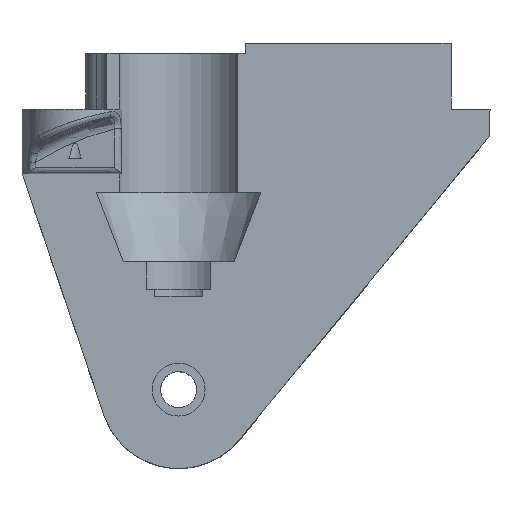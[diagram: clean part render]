
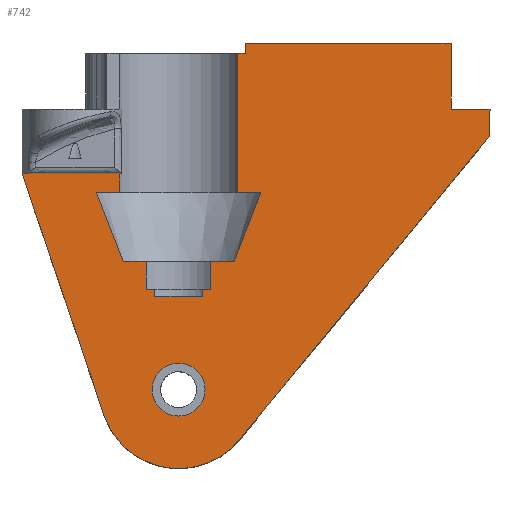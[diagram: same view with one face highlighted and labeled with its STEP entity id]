
A CAD part, top view. The second image highlights one B-rep face of the part: STEP entity #742.
In plain terms, the highlighted planar face has unit normal (0, 0, 1).
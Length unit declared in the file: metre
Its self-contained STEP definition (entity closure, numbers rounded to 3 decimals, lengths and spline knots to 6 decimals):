
#23=PLANE('',#805);
#43=CIRCLE('',#806,0.004788);
#44=CIRCLE('',#807,0.014288);
#93=B_SPLINE_CURVE_WITH_KNOTS('',3,(#1211,#1212,#1213,#1214),
 .UNSPECIFIED.,.F.,.F.,(4,4),(0.053718,0.067258),
 .UNSPECIFIED.);
#94=B_SPLINE_CURVE_WITH_KNOTS('',3,(#1234,#1235,#1236,#1237),
 .UNSPECIFIED.,.F.,.F.,(4,4),(0.000001,0.013447),
 .UNSPECIFIED.);
#129=ORIENTED_EDGE('',*,*,#353,.T.);
#130=ORIENTED_EDGE('',*,*,#354,.F.);
#131=ORIENTED_EDGE('',*,*,#355,.T.);
#132=ORIENTED_EDGE('',*,*,#356,.T.);
#133=ORIENTED_EDGE('',*,*,#357,.T.);
#134=ORIENTED_EDGE('',*,*,#336,.T.);
#135=ORIENTED_EDGE('',*,*,#358,.T.);
#136=ORIENTED_EDGE('',*,*,#359,.F.);
#137=ORIENTED_EDGE('',*,*,#360,.F.);
#138=ORIENTED_EDGE('',*,*,#361,.F.);
#139=ORIENTED_EDGE('',*,*,#362,.F.);
#140=ORIENTED_EDGE('',*,*,#363,.T.);
#141=ORIENTED_EDGE('',*,*,#364,.F.);
#142=ORIENTED_EDGE('',*,*,#365,.F.);
#143=ORIENTED_EDGE('',*,*,#366,.T.);
#144=ORIENTED_EDGE('',*,*,#367,.T.);
#145=ORIENTED_EDGE('',*,*,#368,.F.);
#146=ORIENTED_EDGE('',*,*,#369,.F.);
#147=ORIENTED_EDGE('',*,*,#370,.F.);
#148=ORIENTED_EDGE('',*,*,#371,.F.);
#149=ORIENTED_EDGE('',*,*,#372,.F.);
#150=ORIENTED_EDGE('',*,*,#373,.T.);
#151=ORIENTED_EDGE('',*,*,#374,.T.);
#152=ORIENTED_EDGE('',*,*,#375,.F.);
#153=ORIENTED_EDGE('',*,*,#376,.F.);
#154=ORIENTED_EDGE('',*,*,#377,.T.);
#336=EDGE_CURVE('',#448,#449,#524,.T.);
#353=EDGE_CURVE('',#465,#465,#43,.T.);
#354=EDGE_CURVE('',#452,#466,#530,.T.);
#355=EDGE_CURVE('',#452,#467,#531,.T.);
#356=EDGE_CURVE('',#467,#468,#44,.T.);
#357=EDGE_CURVE('',#468,#448,#532,.T.);
#358=EDGE_CURVE('',#449,#469,#533,.T.);
#359=EDGE_CURVE('',#470,#469,#534,.F.);
#360=EDGE_CURVE('',#471,#470,#535,.T.);
#361=EDGE_CURVE('',#472,#471,#536,.T.);
#362=EDGE_CURVE('',#473,#472,#537,.T.);
#363=EDGE_CURVE('',#473,#474,#538,.F.);
#364=EDGE_CURVE('',#475,#474,#539,.T.);
#365=EDGE_CURVE('',#476,#475,#93,.T.);
#366=EDGE_CURVE('',#476,#477,#540,.T.);
#367=EDGE_CURVE('',#477,#478,#541,.T.);
#368=EDGE_CURVE('',#479,#478,#542,.T.);
#369=EDGE_CURVE('',#480,#479,#543,.T.);
#370=EDGE_CURVE('',#481,#480,#544,.T.);
#371=EDGE_CURVE('',#482,#481,#545,.F.);
#372=EDGE_CURVE('',#483,#482,#546,.T.);
#373=EDGE_CURVE('',#483,#484,#547,.F.);
#374=EDGE_CURVE('',#484,#485,#548,.T.);
#375=EDGE_CURVE('',#486,#485,#94,.T.);
#376=EDGE_CURVE('',#487,#486,#549,.T.);
#377=EDGE_CURVE('',#487,#466,#550,.T.);
#448=VERTEX_POINT('',#1102);
#449=VERTEX_POINT('',#1103);
#452=VERTEX_POINT('',#1119);
#465=VERTEX_POINT('',#1189);
#466=VERTEX_POINT('',#1191);
#467=VERTEX_POINT('',#1193);
#468=VERTEX_POINT('',#1195);
#469=VERTEX_POINT('',#1198);
#470=VERTEX_POINT('',#1200);
#471=VERTEX_POINT('',#1202);
#472=VERTEX_POINT('',#1204);
#473=VERTEX_POINT('',#1206);
#474=VERTEX_POINT('',#1208);
#475=VERTEX_POINT('',#1210);
#476=VERTEX_POINT('',#1215);
#477=VERTEX_POINT('',#1217);
#478=VERTEX_POINT('',#1219);
#479=VERTEX_POINT('',#1221);
#480=VERTEX_POINT('',#1223);
#481=VERTEX_POINT('',#1225);
#482=VERTEX_POINT('',#1227);
#483=VERTEX_POINT('',#1229);
#484=VERTEX_POINT('',#1231);
#485=VERTEX_POINT('',#1233);
#486=VERTEX_POINT('',#1238);
#487=VERTEX_POINT('',#1240);
#524=LINE('',#1101,#565);
#530=LINE('',#1190,#571);
#531=LINE('',#1192,#572);
#532=LINE('',#1196,#573);
#533=LINE('',#1197,#574);
#534=LINE('',#1199,#575);
#535=LINE('',#1201,#576);
#536=LINE('',#1203,#577);
#537=LINE('',#1205,#578);
#538=LINE('',#1207,#579);
#539=LINE('',#1209,#580);
#540=LINE('',#1216,#581);
#541=LINE('',#1218,#582);
#542=LINE('',#1220,#583);
#543=LINE('',#1222,#584);
#544=LINE('',#1224,#585);
#545=LINE('',#1226,#586);
#546=LINE('',#1228,#587);
#547=LINE('',#1230,#588);
#548=LINE('',#1232,#589);
#549=LINE('',#1239,#590);
#550=LINE('',#1241,#591);
#565=VECTOR('',#888,1.);
#571=VECTOR('',#910,1.);
#572=VECTOR('',#911,1.);
#573=VECTOR('',#914,1.);
#574=VECTOR('',#915,1.);
#575=VECTOR('',#916,1.);
#576=VECTOR('',#917,1.);
#577=VECTOR('',#918,1.);
#578=VECTOR('',#919,1.);
#579=VECTOR('',#920,1.);
#580=VECTOR('',#921,1.);
#581=VECTOR('',#922,1.);
#582=VECTOR('',#923,1.);
#583=VECTOR('',#924,1.);
#584=VECTOR('',#925,1.);
#585=VECTOR('',#926,1.);
#586=VECTOR('',#927,1.);
#587=VECTOR('',#928,1.);
#588=VECTOR('',#929,1.);
#589=VECTOR('',#930,1.);
#590=VECTOR('',#931,1.);
#591=VECTOR('',#932,1.);
#611=EDGE_LOOP('',(#129));
#612=EDGE_LOOP('',(#130,#131,#132,#133,#134,#135,#136,#137,#138,#139,#140,
#141,#142,#143,#144,#145,#146,#147,#148,#149,#150,#151,#152,#153,#154));
#667=FACE_BOUND('',#611,.T.);
#668=FACE_BOUND('',#612,.T.);
#742=ADVANCED_FACE('',(#667,#668),#23,.T.);
#805=AXIS2_PLACEMENT_3D('',#1187,#906,#907);
#806=AXIS2_PLACEMENT_3D('',#1188,#908,#909);
#807=AXIS2_PLACEMENT_3D('',#1194,#912,#913);
#888=DIRECTION('',(0.,1.,0.));
#906=DIRECTION('',(0.,0.,1.));
#907=DIRECTION('',(1.,0.,0.));
#908=DIRECTION('',(0.,0.,-1.));
#909=DIRECTION('',(-1.,0.,0.));
#910=DIRECTION('',(1.,0.,0.));
#911=DIRECTION('',(0.322,-0.947,0.));
#912=DIRECTION('',(0.,0.,1.));
#913=DIRECTION('',(1.,0.,0.));
#914=DIRECTION('',(0.636,0.772,0.));
#915=DIRECTION('',(-1.,0.,0.));
#916=DIRECTION('',(0.,1.,0.));
#917=DIRECTION('',(1.,0.,0.));
#918=DIRECTION('',(0.,1.,0.));
#919=DIRECTION('',(1.,0.,0.));
#920=DIRECTION('',(0.,1.,0.));
#921=DIRECTION('',(-1.,0.,0.));
#922=DIRECTION('',(-1.,0.,0.));
#923=DIRECTION('',(0.,-1.,0.));
#924=DIRECTION('',(1.,0.,0.));
#925=DIRECTION('',(0.,1.,0.));
#926=DIRECTION('',(1.,0.,0.));
#927=DIRECTION('',(0.,1.,0.));
#928=DIRECTION('',(1.,0.,0.));
#929=DIRECTION('',(0.,-1.,0.));
#930=DIRECTION('',(-1.,0.,0.));
#931=DIRECTION('',(-1.,0.,0.));
#932=DIRECTION('',(0.,1.,0.));
#1101=CARTESIAN_POINT('',(0.042376,0.,-0.018789));
#1102=CARTESIAN_POINT('',(0.042376,0.096771,-0.018789));
#1103=CARTESIAN_POINT('',(0.042376,0.1016,-0.018789));
#1119=CARTESIAN_POINT('',(-0.042376,0.089888,-0.018789));
#1187=CARTESIAN_POINT('',(-0.00063,-0.06541,-0.018789));
#1188=CARTESIAN_POINT('',(-0.014008,0.0508,-0.018789));
#1189=CARTESIAN_POINT('',(-0.018796,0.0508,-0.018789));
#1190=CARTESIAN_POINT('',(-0.033532,0.089888,-0.018789));
#1191=CARTESIAN_POINT('',(-0.024687,0.089888,-0.018789));
#1192=CARTESIAN_POINT('',(-0.051852,0.117781,-0.018789));
#1193=CARTESIAN_POINT('',(-0.027536,0.046204,-0.018789));
#1194=CARTESIAN_POINT('',(-0.014008,0.0508,-0.018789));
#1195=CARTESIAN_POINT('',(-0.002981,0.041715,-0.018789));
#1196=CARTESIAN_POINT('',(0.059686,0.117781,-0.018789));
#1197=CARTESIAN_POINT('',(0.,0.1016,-0.018789));
#1198=CARTESIAN_POINT('',(0.035318,0.1016,-0.018789));
#1199=CARTESIAN_POINT('',(0.035318,0.101598,-0.018789));
#1200=CARTESIAN_POINT('',(0.035318,0.113506,-0.018789));
#1201=CARTESIAN_POINT('',(-0.00063,0.113506,-0.018789));
#1202=CARTESIAN_POINT('',(-0.00192,0.113506,-0.018789));
#1203=CARTESIAN_POINT('',(-0.00192,0.101598,-0.018789));
#1204=CARTESIAN_POINT('',(-0.00192,0.111693,-0.018789));
#1205=CARTESIAN_POINT('',(-0.014008,0.111693,-0.018789));
#1206=CARTESIAN_POINT('',(-0.003329,0.111693,-0.018789));
#1207=CARTESIAN_POINT('',(-0.003329,0.101598,-0.018789));
#1208=CARTESIAN_POINT('',(-0.003329,0.086513,-0.018789));
#1209=CARTESIAN_POINT('',(-0.00063,0.086513,-0.018789));
#1210=CARTESIAN_POINT('',(0.000893,0.086513,-0.018789));
#1211=CARTESIAN_POINT('',(-0.003974,0.073977,-0.018789));
#1212=CARTESIAN_POINT('',(-0.002295,0.078134,-0.018789));
#1213=CARTESIAN_POINT('',(-0.000691,0.08232,-0.018789));
#1214=CARTESIAN_POINT('',(0.000893,0.086513,-0.018789));
#1215=CARTESIAN_POINT('',(-0.003974,0.073977,-0.018789));
#1216=CARTESIAN_POINT('',(-0.00063,0.073977,-0.018789));
#1217=CARTESIAN_POINT('',(-0.008174,0.073978,-0.018789));
#1218=CARTESIAN_POINT('',(-0.008174,0.073978,-0.018789));
#1219=CARTESIAN_POINT('',(-0.008174,0.068978,-0.018789));
#1220=CARTESIAN_POINT('',(-0.00063,0.068978,-0.018789));
#1221=CARTESIAN_POINT('',(-0.00967,0.068978,-0.018789));
#1222=CARTESIAN_POINT('',(-0.00967,0.067708,-0.018789));
#1223=CARTESIAN_POINT('',(-0.00967,0.067708,-0.018789));
#1224=CARTESIAN_POINT('',(-0.00063,0.067708,-0.018789));
#1225=CARTESIAN_POINT('',(-0.018346,0.067708,-0.018789));
#1226=CARTESIAN_POINT('',(-0.018346,0.067708,-0.018789));
#1227=CARTESIAN_POINT('',(-0.018346,0.068978,-0.018789));
#1228=CARTESIAN_POINT('',(-0.00063,0.068978,-0.018789));
#1229=CARTESIAN_POINT('',(-0.019842,0.068978,-0.018789));
#1230=CARTESIAN_POINT('',(-0.019842,0.073978,-0.018789));
#1231=CARTESIAN_POINT('',(-0.019842,0.073978,-0.018789));
#1232=CARTESIAN_POINT('',(-0.00063,0.073977,-0.018789));
#1233=CARTESIAN_POINT('',(-0.024042,0.073977,-0.018789));
#1234=CARTESIAN_POINT('',(-0.02891,0.086513,-0.018789));
#1235=CARTESIAN_POINT('',(-0.027325,0.082319,-0.018789));
#1236=CARTESIAN_POINT('',(-0.025721,0.078133,-0.018789));
#1237=CARTESIAN_POINT('',(-0.024042,0.073977,-0.018789));
#1238=CARTESIAN_POINT('',(-0.02891,0.086513,-0.018789));
#1239=CARTESIAN_POINT('',(-0.00063,0.086513,-0.018789));
#1240=CARTESIAN_POINT('',(-0.024687,0.086513,-0.018789));
#1241=CARTESIAN_POINT('',(-0.024687,0.101598,-0.018789));
